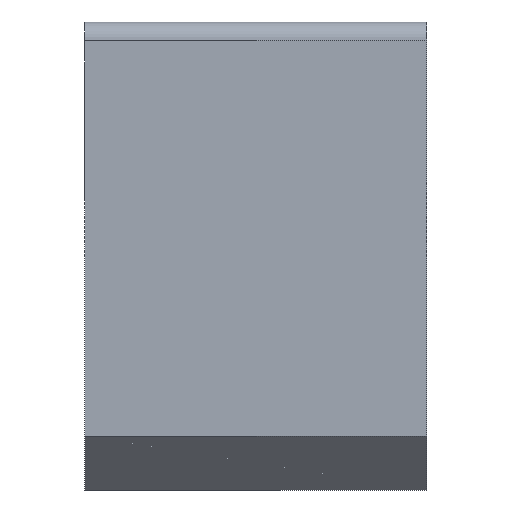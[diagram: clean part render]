
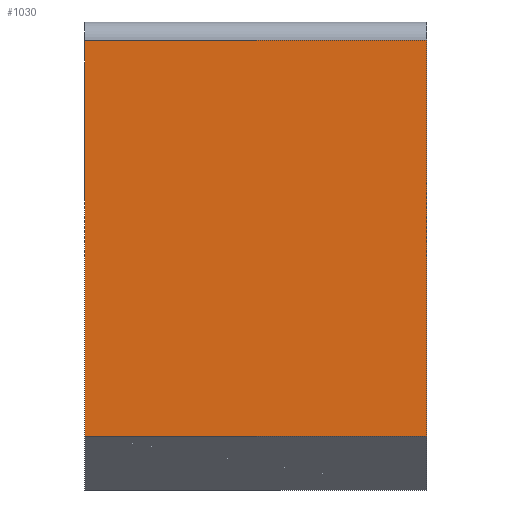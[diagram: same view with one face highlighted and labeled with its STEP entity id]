
A CAD part, left-side view. The second image highlights one B-rep face of the part: STEP entity #1030.
In plain terms, the highlighted planar face has unit normal (-1, 0, 0).
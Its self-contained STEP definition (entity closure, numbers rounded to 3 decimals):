
#80=FACE_OUTER_BOUND('',#135,.T.);
#135=EDGE_LOOP('',(#739,#740,#741,#742));
#196=LINE('',#1448,#312);
#222=LINE('',#1581,#338);
#223=LINE('',#1584,#339);
#224=LINE('',#1585,#340);
#312=VECTOR('',#1183,10.);
#338=VECTOR('',#1235,10.);
#339=VECTOR('',#1238,10.);
#340=VECTOR('',#1239,10.);
#426=VERTEX_POINT('',#1445);
#427=VERTEX_POINT('',#1447);
#471=VERTEX_POINT('',#1579);
#472=VERTEX_POINT('',#1583);
#532=EDGE_CURVE('',#426,#427,#196,.T.);
#578=EDGE_CURVE('',#471,#426,#222,.T.);
#579=EDGE_CURVE('',#471,#472,#223,.T.);
#580=EDGE_CURVE('',#427,#472,#224,.T.);
#739=ORIENTED_EDGE('',*,*,#578,.F.);
#740=ORIENTED_EDGE('',*,*,#579,.T.);
#741=ORIENTED_EDGE('',*,*,#580,.F.);
#742=ORIENTED_EDGE('',*,*,#532,.F.);
#995=PLANE('',#1111);
#1030=ADVANCED_FACE('',(#80),#995,.T.);
#1111=AXIS2_PLACEMENT_3D('',#1582,#1236,#1237);
#1183=DIRECTION('',(0.,0.,1.));
#1235=DIRECTION('',(0.,1.,0.));
#1236=DIRECTION('center_axis',(-1.,0.,0.));
#1237=DIRECTION('ref_axis',(0.,-1.,0.));
#1238=DIRECTION('',(0.,0.,1.));
#1239=DIRECTION('',(0.,-1.,0.));
#1445=CARTESIAN_POINT('',(-10.5,4.75,-0.5));
#1447=CARTESIAN_POINT('',(-10.5,4.75,10.5));
#1448=CARTESIAN_POINT('',(-10.5,4.75,0.));
#1579=CARTESIAN_POINT('',(-10.5,-4.75,-0.5));
#1581=CARTESIAN_POINT('',(-10.5,2.375,-0.5));
#1582=CARTESIAN_POINT('Origin',(-10.5,4.75,0.));
#1583=CARTESIAN_POINT('',(-10.5,-4.75,10.5));
#1584=CARTESIAN_POINT('',(-10.5,-4.75,0.));
#1585=CARTESIAN_POINT('',(-10.5,2.375,10.5));
